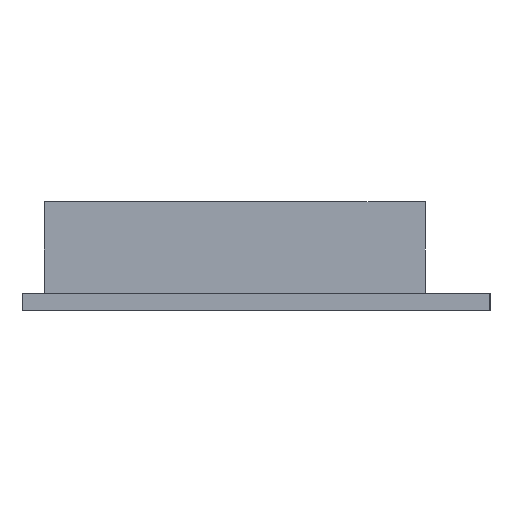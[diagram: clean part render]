
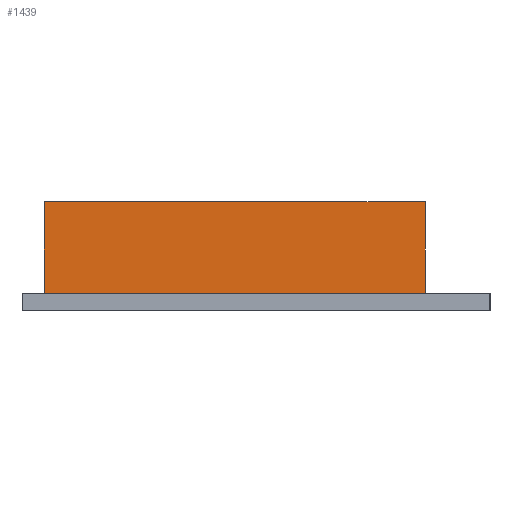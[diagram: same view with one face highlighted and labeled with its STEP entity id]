
A CAD part, left-side view. The second image highlights one B-rep face of the part: STEP entity #1439.
In plain terms, the highlighted planar face has unit normal (-1, 0, 0).
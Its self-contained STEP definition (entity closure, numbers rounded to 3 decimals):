
#486=CARTESIAN_POINT('',(8.0,41.9,1.6));
#487=VERTEX_POINT('',#486);
#488=CARTESIAN_POINT('',(8.0,6.1,1.6));
#489=VERTEX_POINT('',#488);
#490=CARTESIAN_POINT('',(8.0,41.9,1.6));
#491=DIRECTION('',(0.0,-1.0,0.0));
#492=VECTOR('',#491,35.8);
#493=LINE('',#490,#492);
#494=EDGE_CURVE('',#487,#489,#493,.T.);
#1409=CARTESIAN_POINT('',(8.0,6.1,10.2));
#1410=DIRECTION('',(1.0,0.0,0.0));
#1411=DIRECTION('',(0.0,0.0,-1.0));
#1412=AXIS2_PLACEMENT_3D('',#1409,#1410,#1411);
#1413=PLANE('',#1412);
#1414=ORIENTED_EDGE('',*,*,#494,.T.);
#1415=CARTESIAN_POINT('',(8.0,6.1,10.2));
#1416=VERTEX_POINT('',#1415);
#1417=CARTESIAN_POINT('',(8.0,6.1,10.2));
#1418=DIRECTION('',(0.0,0.0,-1.0));
#1419=VECTOR('',#1418,8.6);
#1420=LINE('',#1417,#1419);
#1421=EDGE_CURVE('',#1416,#489,#1420,.T.);
#1422=ORIENTED_EDGE('',*,*,#1421,.F.);
#1423=CARTESIAN_POINT('',(8.0,41.9,10.2));
#1424=VERTEX_POINT('',#1423);
#1425=CARTESIAN_POINT('',(8.0,41.9,10.2));
#1426=DIRECTION('',(0.0,-1.0,0.0));
#1427=VECTOR('',#1426,35.8);
#1428=LINE('',#1425,#1427);
#1429=EDGE_CURVE('',#1424,#1416,#1428,.T.);
#1430=ORIENTED_EDGE('',*,*,#1429,.F.);
#1431=CARTESIAN_POINT('',(8.0,41.9,10.2));
#1432=DIRECTION('',(0.0,0.0,-1.0));
#1433=VECTOR('',#1432,8.6);
#1434=LINE('',#1431,#1433);
#1435=EDGE_CURVE('',#1424,#487,#1434,.T.);
#1436=ORIENTED_EDGE('',*,*,#1435,.T.);
#1437=EDGE_LOOP('',(#1414,#1422,#1430,#1436));
#1438=FACE_BOUND('',#1437,.T.);
#1439=ADVANCED_FACE('',(#1438),#1413,.F.);
